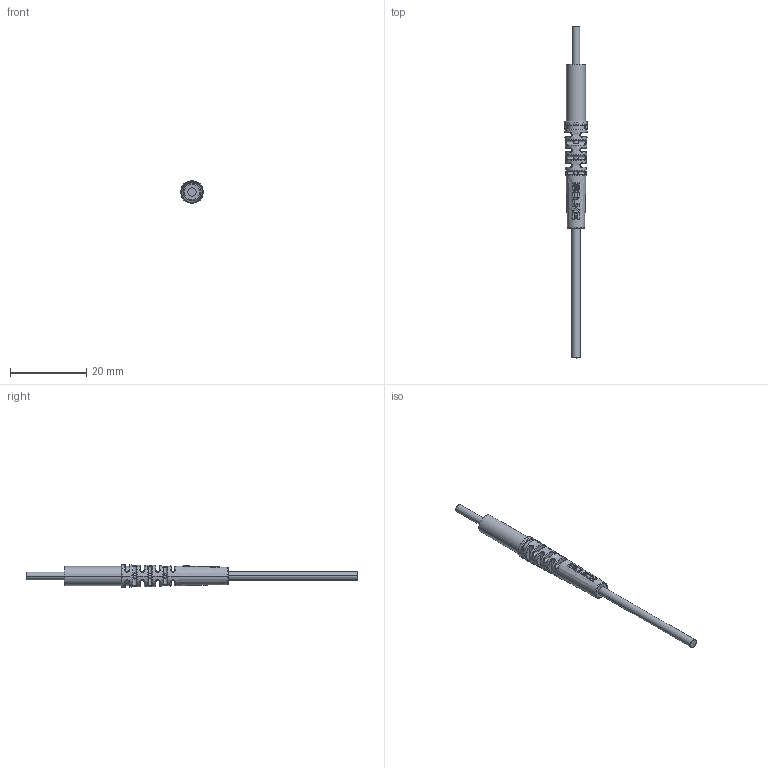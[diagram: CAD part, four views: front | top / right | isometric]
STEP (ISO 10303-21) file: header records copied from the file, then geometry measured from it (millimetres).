
FILE_DESCRIPTION((''),'2;1');
FILE_NAME('PT5Y10-IQ_ASM','2020-06-08T17:54:31',('Administrator'),(''),'CREO PARAMETRIC BY PTC INC, 2018400','CREO PARAMETRIC BY PTC INC, 2018400','');
FILE_SCHEMA(('AUTOMOTIVE_DESIGN { 1 0 10303 214 1 1 1 1 }'));
Length unit declared in the file: millimetre
Products named in the file (6): 5MM-17___; 22XIAN___; PTM6____; 6MM_10DAN____ASM; 20-10_; PT5Y10-IQ_ASM
Assembly tree (5 placements, depth 3):
  PT5Y10-IQ_ASM
    5MM-17___
    6MM_10DAN____ASM
      22XIAN___
      PTM6____
    20-10_
Bounding box: 5.99 x 87 x 5.99 mm (x, y, z)
Volume: 795.6 mm3; surface area: 1838.1 mm2
Topology: 4 solids, 4 shells, 200 faces, 504 edges, 320 vertices
Faces by surface type: extrusion 48, bspline 42, plane 36, torus 32, cylinder 30, cone 12
Entity records: 12626 total; most frequent: CARTESIAN_POINT 6452, ORIENTED_EDGE 1008, DIRECTION 761, EDGE_CURVE 504, PRESENTATION_STYLE_ASSIGNMENT 473, STYLED_ITEM 473, CURVE_STYLE 468, VERTEX_POINT 320
